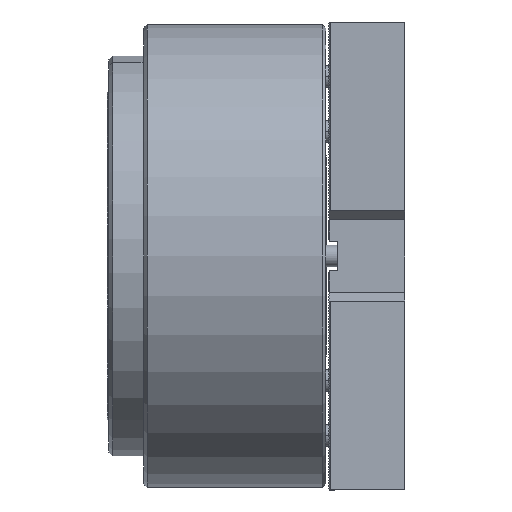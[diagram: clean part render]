
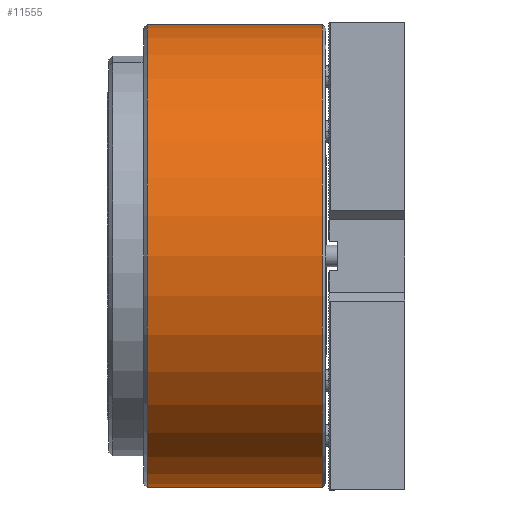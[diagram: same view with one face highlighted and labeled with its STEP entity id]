
A CAD part, front view. The second image highlights one B-rep face of the part: STEP entity #11555.
In plain terms, the highlighted cylindrical face has radius 127 mm (diameter 254 mm), a partial arc.
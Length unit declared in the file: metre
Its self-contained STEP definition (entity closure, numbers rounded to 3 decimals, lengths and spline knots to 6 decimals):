
#2194 = VERTEX_POINT ( 'NONE', #17960 ) ;
#2204 = EDGE_CURVE ( 'NONE', #17194, #6783, #28586, .T. ) ;
#2329 = CARTESIAN_POINT ( 'NONE',  ( -0.002, 0., 0.127 ) ) ;
#2756 = AXIS2_PLACEMENT_3D ( 'NONE', #31672, #15742, #34366 ) ;
#4590 = FACE_OUTER_BOUND ( 'NONE', #7361, .T. ) ;
#4809 = DIRECTION ( 'NONE',  ( -1., 0., 0. ) ) ;
#6783 = VERTEX_POINT ( 'NONE', #2329 ) ;
#7361 = EDGE_LOOP ( 'NONE', ( #29694, #20093, #15525, #29884 ) ) ;
#7601 = EDGE_CURVE ( 'NONE', #27069, #6783, #12760, .T. ) ;
#8609 = DIRECTION ( 'NONE',  ( 0., 0., -1. ) ) ;
#8827 = LINE ( 'NONE', #9006, #22958 ) ;
#9006 = CARTESIAN_POINT ( 'NONE',  ( 0., 0., -0.127 ) ) ;
#10910 = DIRECTION ( 'NONE',  ( 1., 0., 0. ) ) ;
#11288 = DIRECTION ( 'NONE',  ( 1., 0., 0. ) ) ;
#11555 = ADVANCED_FACE ( 'NONE', ( #4590 ), #17919, .T. ) ;
#12760 = LINE ( 'NONE', #26807, #33969 ) ;
#15525 = ORIENTED_EDGE ( 'NONE', *, *, #31494, .T. ) ;
#15742 = DIRECTION ( 'NONE',  ( 1., 0., 0. ) ) ;
#16429 = EDGE_CURVE ( 'NONE', #27069, #2194, #32622, .T. ) ;
#16992 = CARTESIAN_POINT ( 'NONE',  ( -0.002, 0., -0.127 ) ) ;
#17194 = VERTEX_POINT ( 'NONE', #16992 ) ;
#17919 = CYLINDRICAL_SURFACE ( 'NONE', #34136, 0.127 ) ;
#17960 = CARTESIAN_POINT ( 'NONE',  ( -0.098, 0., -0.127 ) ) ;
#20093 = ORIENTED_EDGE ( 'NONE', *, *, #16429, .T. ) ;
#20293 = AXIS2_PLACEMENT_3D ( 'NONE', #20754, #4809, #23396 ) ;
#20754 = CARTESIAN_POINT ( 'NONE',  ( -0.002, 0., 0. ) ) ;
#21273 = CARTESIAN_POINT ( 'NONE',  ( -0.098, 0., 0.127 ) ) ;
#22958 = VECTOR ( 'NONE', #27568, 1. ) ;
#23396 = DIRECTION ( 'NONE',  ( 0., 0., -1. ) ) ;
#26807 = CARTESIAN_POINT ( 'NONE',  ( 0., 0., 0.127 ) ) ;
#27069 = VERTEX_POINT ( 'NONE', #21273 ) ;
#27172 = CARTESIAN_POINT ( 'NONE',  ( 0., 0., 0. ) ) ;
#27568 = DIRECTION ( 'NONE',  ( 1., 0., 0. ) ) ;
#28586 = CIRCLE ( 'NONE', #20293, 0.127 ) ;
#29694 = ORIENTED_EDGE ( 'NONE', *, *, #7601, .F. ) ;
#29884 = ORIENTED_EDGE ( 'NONE', *, *, #2204, .T. ) ;
#31494 = EDGE_CURVE ( 'NONE', #2194, #17194, #8827, .T. ) ;
#31672 = CARTESIAN_POINT ( 'NONE',  ( -0.098, 0., 0. ) ) ;
#32622 = CIRCLE ( 'NONE', #2756, 0.127 ) ;
#33969 = VECTOR ( 'NONE', #10910, 1. ) ;
#34136 = AXIS2_PLACEMENT_3D ( 'NONE', #27172, #11288, #8609 ) ;
#34366 = DIRECTION ( 'NONE',  ( 0., 0., 1. ) ) ;
